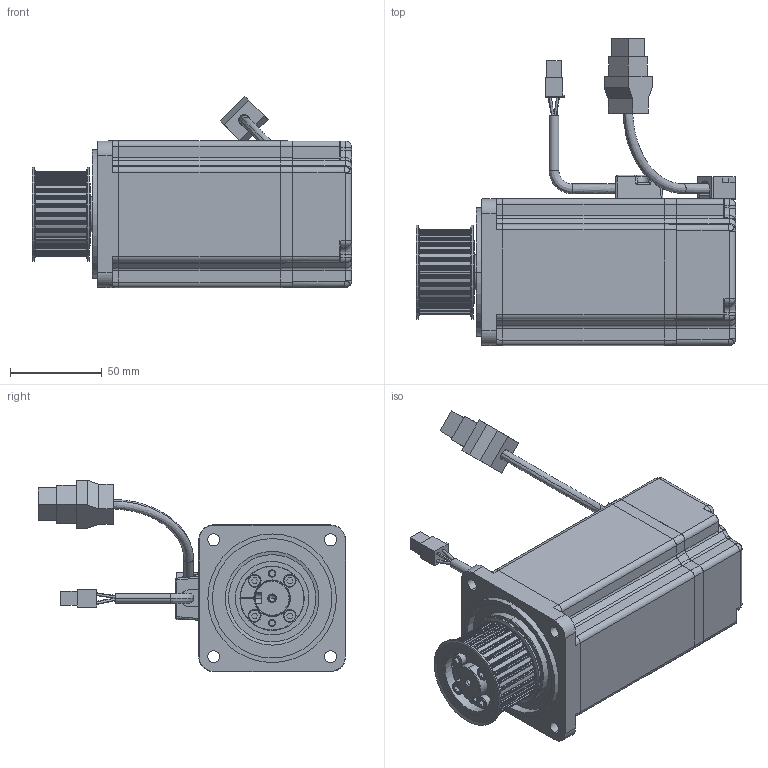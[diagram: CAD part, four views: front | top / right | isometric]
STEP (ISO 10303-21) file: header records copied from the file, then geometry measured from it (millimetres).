
FILE_DESCRIPTION(/* description */ ('Alibre Inc.'),/* implementation_level */ '2;1');
FILE_NAME(/* name */ 'export-CBAE11E4-DC6A-4CDF-88AA-ACAC7E080977',/* time_stamp */ '2024-01-02T13:51:41+01:00',/* author */ (''),/* organization */ (''),/* preprocessor_version */ 'ST-DEVELOPER v17',/* originating_system */ 'Alibre',/* authorisation */ '');
FILE_SCHEMA (('AUTOMOTIVE_DESIGN'));
Length unit declared in the file: millimetre
Products named in the file (9): 5030000211; 60036030BODY; 60036030
Bounding box: 173.77 x 167.27 x 104.24 mm (x, y, z)
Volume: 851552.3 mm3; surface area: 95800.3 mm2
Topology: 10 solids, 11 shells, 931 faces, 2455 edges, 1569 vertices
Faces by surface type: bspline 497, cylinder 240, plane 120, torus 42, cone 32
Full cylindrical faces by diameter (mm): 3.242 x6, 4 x4, 4.2 x4, 7 x4, 19.2 x1, 34 x1, 35 x1, 40 x4, 51 x2
Entity records: 34079 total; most frequent: CARTESIAN_POINT 13352, ORIENTED_EDGE 4592, DIRECTION 3760, EDGE_CURVE 2296, VERTEX_POINT 1466, AXIS2_PLACEMENT_3D 1364, VECTOR 1144, LINE 1144
